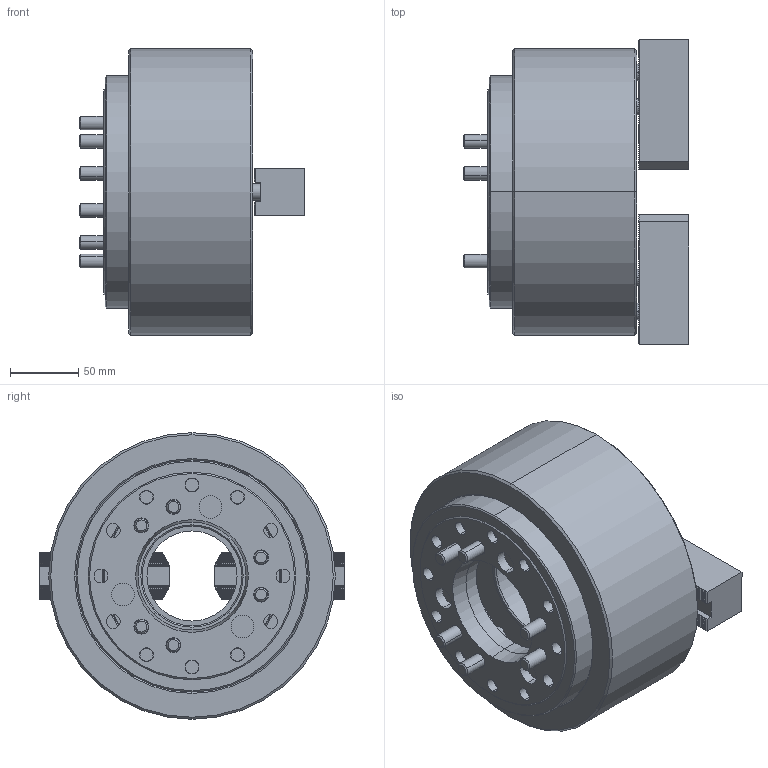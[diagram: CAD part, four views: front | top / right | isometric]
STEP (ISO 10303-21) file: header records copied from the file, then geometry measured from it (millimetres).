
FILE_DESCRIPTION (( 'STEP AP203' ), '1' );
FILE_NAME ('CF-2H-208A5.STEP', '2019-04-18T03:50:31', ( 'temp' ), ( '' ), 'SwSTEP 2.0', 'SolidWorks 2016', '' );
FILE_SCHEMA (( 'CONFIG_CONTROL_DESIGN' ));
Length unit declared in the file: millimetre
Products named in the file (10): 圓頭內六角螺栓_M12x90; 半圓頭六角孔螺栓_M5x10; 圓頭內六角螺栓_M12x30; CF-2H-208-02000; CF-SJ-08; CF-3H-08-12000-A5法蘭; 圓頭內六角螺栓_M10x30; CF-2H-208-01000; CF-2H-208A5; CF-2H-208-03000
Assembly tree (26 placements, depth 2):
  CF-2H-208A5
    CF-2H-208-01000
    CF-2H-208-03000
    圓頭內六角螺栓_M12x90  x6
    半圓頭六角孔螺栓_M5x10  x4
    圓頭內六角螺栓_M12x30  x4
    CF-2H-208-02000
    CF-SJ-08  x2
    CF-3H-08-12000-A5法蘭
    圓頭內六角螺栓_M10x30  x6
Bounding box: 165 x 223 x 210 mm (x, y, z)
Volume: 3134900.6 mm3; surface area: 395336.3 mm2
Topology: 26 solids, 26 shells, 1800 faces, 4875 edges, 3152 vertices
Faces by surface type: plane 1131, cylinder 501, cone 156, torus 12
Entity records: 29149 total; most frequent: CARTESIAN_POINT 5728, ORIENTED_EDGE 4774, DIRECTION 4351, EDGE_CURVE 2387, LINE 1633, VECTOR 1633, VERTEX_POINT 1568, AXIS2_PLACEMENT_3D 1359
